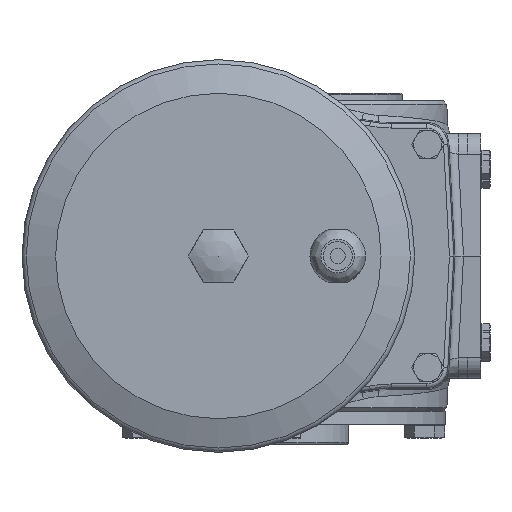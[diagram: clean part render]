
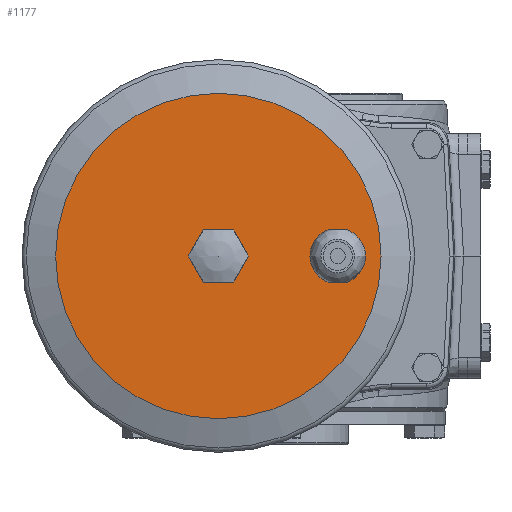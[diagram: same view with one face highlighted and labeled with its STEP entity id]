
A CAD part, left-side view. The second image highlights one B-rep face of the part: STEP entity #1177.
In plain terms, the highlighted planar face has unit normal (-1, 0, 0).
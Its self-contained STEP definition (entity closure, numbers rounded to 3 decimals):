
#1177 = ADVANCED_FACE( '', ( #3148, #3149, #3150 ), #3151, .T. );
#3148 = FACE_BOUND( '', #6492, .T. );
#3149 = FACE_OUTER_BOUND( '', #6493, .T. );
#3150 = FACE_BOUND( '', #6494, .T. );
#3151 = PLANE( '', #6495 );
#6492 = EDGE_LOOP( '', ( #14529, #14530, #14531, #14532 ) );
#6493 = EDGE_LOOP( '', ( #14533 ) );
#6494 = EDGE_LOOP( '', ( #14534, #14535, #14536, #14537, #14538, #14539 ) );
#6495 = AXIS2_PLACEMENT_3D( '', #14540, #14541, #14542 );
#14529 = ORIENTED_EDGE( '', *, *, #20828, .F. );
#14530 = ORIENTED_EDGE( '', *, *, #20391, .F. );
#14531 = ORIENTED_EDGE( '', *, *, #20592, .F. );
#14532 = ORIENTED_EDGE( '', *, *, #20829, .T. );
#14533 = ORIENTED_EDGE( '', *, *, #20830, .T. );
#14534 = ORIENTED_EDGE( '', *, *, #20831, .T. );
#14535 = ORIENTED_EDGE( '', *, *, #20832, .T. );
#14536 = ORIENTED_EDGE( '', *, *, #20833, .T. );
#14537 = ORIENTED_EDGE( '', *, *, #20834, .T. );
#14538 = ORIENTED_EDGE( '', *, *, #20589, .T. );
#14539 = ORIENTED_EDGE( '', *, *, #20835, .T. );
#14540 = CARTESIAN_POINT( '', ( -577., -45., 0. ) );
#14541 = DIRECTION( '', ( -1., 0., 0. ) );
#14542 = DIRECTION( '', ( 0., -1., 0. ) );
#20391 = EDGE_CURVE( '', #23157, #23160, #23161, .T. );
#20589 = EDGE_CURVE( '', #23481, #23485, #23487, .T. );
#20592 = EDGE_CURVE( '', #23489, #23157, #23492, .T. );
#20828 = EDGE_CURVE( '', #23160, #23883, #23884, .T. );
#20829 = EDGE_CURVE( '', #23489, #23883, #23885, .T. );
#20830 = EDGE_CURVE( '', #23886, #23886, #23887, .T. );
#20831 = EDGE_CURVE( '', #23888, #23889, #23890, .T. );
#20832 = EDGE_CURVE( '', #23889, #23891, #23892, .T. );
#20833 = EDGE_CURVE( '', #23891, #23893, #23894, .T. );
#20834 = EDGE_CURVE( '', #23893, #23481, #23895, .T. );
#20835 = EDGE_CURVE( '', #23485, #23888, #23896, .T. );
#23157 = VERTEX_POINT( '', #27062 );
#23160 = VERTEX_POINT( '', #27066 );
#23161 = LINE( '', #27067, #27068 );
#23481 = VERTEX_POINT( '', #27681 );
#23485 = VERTEX_POINT( '', #27686 );
#23487 = LINE( '', #27689, #27690 );
#23489 = VERTEX_POINT( '', #27692 );
#23492 = CIRCLE( '', #27696, 12.8 );
#23883 = VERTEX_POINT( '', #28441 );
#23884 = CIRCLE( '', #28442, 12.8 );
#23885 = LINE( '', #28443, #28444 );
#23886 = VERTEX_POINT( '', #28445 );
#23887 = CIRCLE( '', #28446, 75. );
#23888 = VERTEX_POINT( '', #28447 );
#23889 = VERTEX_POINT( '', #28448 );
#23890 = LINE( '', #28449, #28450 );
#23891 = VERTEX_POINT( '', #28451 );
#23892 = LINE( '', #28452, #28453 );
#23893 = VERTEX_POINT( '', #28454 );
#23894 = LINE( '', #28455, #28456 );
#23895 = LINE( '', #28457, #28458 );
#23896 = LINE( '', #28459, #28460 );
#27062 = CARTESIAN_POINT( '', ( -577., -29.454, 12. ) );
#27066 = CARTESIAN_POINT( '', ( -577., -20.546, 12. ) );
#27067 = CARTESIAN_POINT( '', ( -577., -29.454, 12. ) );
#27068 = VECTOR( '', #33819, 1000. );
#27681 = CARTESIAN_POINT( '', ( -577., 16.144, 0. ) );
#27686 = CARTESIAN_POINT( '', ( -577., 23.072, -12. ) );
#27689 = CARTESIAN_POINT( '', ( -577., 16.144, 0. ) );
#27690 = VECTOR( '', #34058, 1000. );
#27692 = CARTESIAN_POINT( '', ( -577., -29.454, -12. ) );
#27696 = AXIS2_PLACEMENT_3D( '', #34060, #34061, #34062 );
#28441 = CARTESIAN_POINT( '', ( -577., -20.546, -12. ) );
#28442 = AXIS2_PLACEMENT_3D( '', #34337, #34338, #34339 );
#28443 = CARTESIAN_POINT( '', ( -577., -29.454, -12. ) );
#28444 = VECTOR( '', #34340, 1000. );
#28445 = CARTESIAN_POINT( '', ( -577., -45., 0. ) );
#28446 = AXIS2_PLACEMENT_3D( '', #34341, #34342, #34343 );
#28447 = CARTESIAN_POINT( '', ( -577., 36.928, -12. ) );
#28448 = CARTESIAN_POINT( '', ( -577., 43.856, 0. ) );
#28449 = CARTESIAN_POINT( '', ( -577., 36.928, -12. ) );
#28450 = VECTOR( '', #34344, 1000. );
#28451 = CARTESIAN_POINT( '', ( -577., 36.928, 12. ) );
#28452 = CARTESIAN_POINT( '', ( -577., 43.856, 0. ) );
#28453 = VECTOR( '', #34345, 1000. );
#28454 = CARTESIAN_POINT( '', ( -577., 23.072, 12. ) );
#28455 = CARTESIAN_POINT( '', ( -577., 36.928, 12. ) );
#28456 = VECTOR( '', #34346, 1000. );
#28457 = CARTESIAN_POINT( '', ( -577., 23.072, 12. ) );
#28458 = VECTOR( '', #34347, 1000. );
#28459 = CARTESIAN_POINT( '', ( -577., 23.072, -12. ) );
#28460 = VECTOR( '', #34348, 1000. );
#33819 = DIRECTION( '', ( 0., 1., 0. ) );
#34058 = DIRECTION( '', ( 0., 0.5, -0.866 ) );
#34060 = CARTESIAN_POINT( '', ( -577., -25., 0. ) );
#34061 = DIRECTION( '', ( -1., 0., 0. ) );
#34062 = DIRECTION( '', ( 0., -1., 0. ) );
#34337 = CARTESIAN_POINT( '', ( -577., -25., 0. ) );
#34338 = DIRECTION( '', ( -1., 0., 0. ) );
#34339 = DIRECTION( '', ( 0., -1., 0. ) );
#34340 = DIRECTION( '', ( 0., 1., 0. ) );
#34341 = CARTESIAN_POINT( '', ( -577., 30., 0. ) );
#34342 = DIRECTION( '', ( -1., 0., 0. ) );
#34343 = DIRECTION( '', ( 0., -1., 0. ) );
#34344 = DIRECTION( '', ( 0., 0.5, 0.866 ) );
#34345 = DIRECTION( '', ( 0., -0.5, 0.866 ) );
#34346 = DIRECTION( '', ( 0., -1., 0. ) );
#34347 = DIRECTION( '', ( 0., -0.5, -0.866 ) );
#34348 = DIRECTION( '', ( 0., 1., 0. ) );
